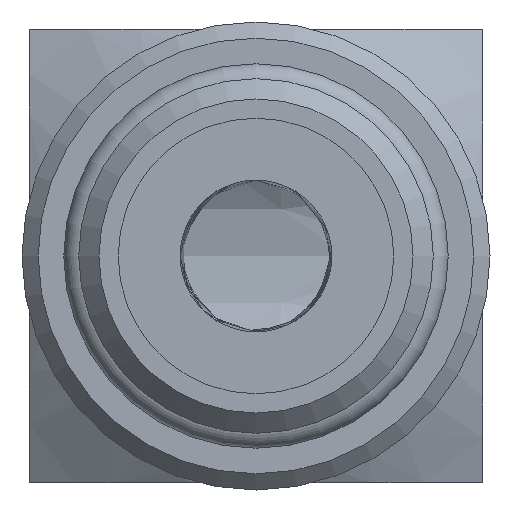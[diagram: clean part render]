
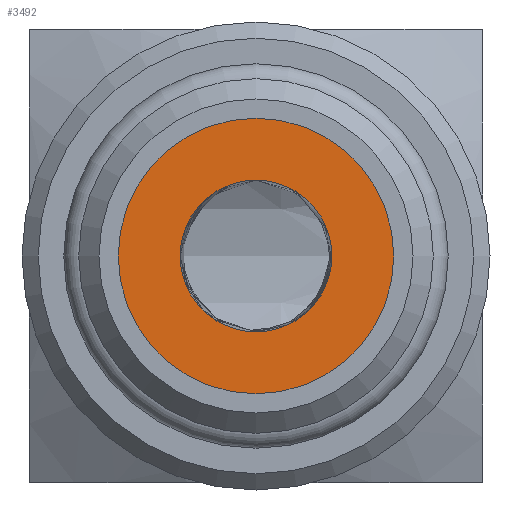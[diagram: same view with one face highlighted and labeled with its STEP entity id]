
A CAD part, left-side view. The second image highlights one B-rep face of the part: STEP entity #3492.
In plain terms, the highlighted planar face has unit normal (-1, 0, 0).
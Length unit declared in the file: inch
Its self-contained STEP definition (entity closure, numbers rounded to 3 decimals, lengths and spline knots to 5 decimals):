
#3221=CARTESIAN_POINT('',(-1.87,-0.1875,0.0));
#3222=VERTEX_POINT('',#3221);
#3223=CARTESIAN_POINT('',(-1.87,0.0,0.0));
#3224=DIRECTION('',(1.0,0.0,0.0));
#3225=DIRECTION('',(0.0,-1.0,0.0));
#3226=AXIS2_PLACEMENT_3D('',#3223,#3224,#3225);
#3227=CIRCLE('',#3226,0.1875);
#3228=EDGE_CURVE('',#3222,#3222,#3227,.T.);
#3473=CARTESIAN_POINT('',(-1.87,0.17,0.0));
#3474=DIRECTION('',(-1.0,0.0,0.0));
#3475=DIRECTION('',(0.0,0.0,1.0));
#3476=AXIS2_PLACEMENT_3D('',#3473,#3474,#3475);
#3477=PLANE('',#3476);
#3478=CARTESIAN_POINT('',(-1.87,0.34,0.0));
#3479=VERTEX_POINT('',#3478);
#3480=CARTESIAN_POINT('',(-1.87,0.0,0.0));
#3481=DIRECTION('',(1.0,0.0,0.0));
#3482=DIRECTION('',(0.0,1.0,0.0));
#3483=AXIS2_PLACEMENT_3D('',#3480,#3481,#3482);
#3484=CIRCLE('',#3483,0.34);
#3485=EDGE_CURVE('',#3479,#3479,#3484,.T.);
#3486=ORIENTED_EDGE('',*,*,#3485,.F.);
#3487=EDGE_LOOP('',(#3486));
#3488=FACE_OUTER_BOUND('',#3487,.T.);
#3489=ORIENTED_EDGE('',*,*,#3228,.T.);
#3490=EDGE_LOOP('',(#3489));
#3491=FACE_BOUND('',#3490,.T.);
#3492=ADVANCED_FACE('',(#3488,#3491),#3477,.T.);
